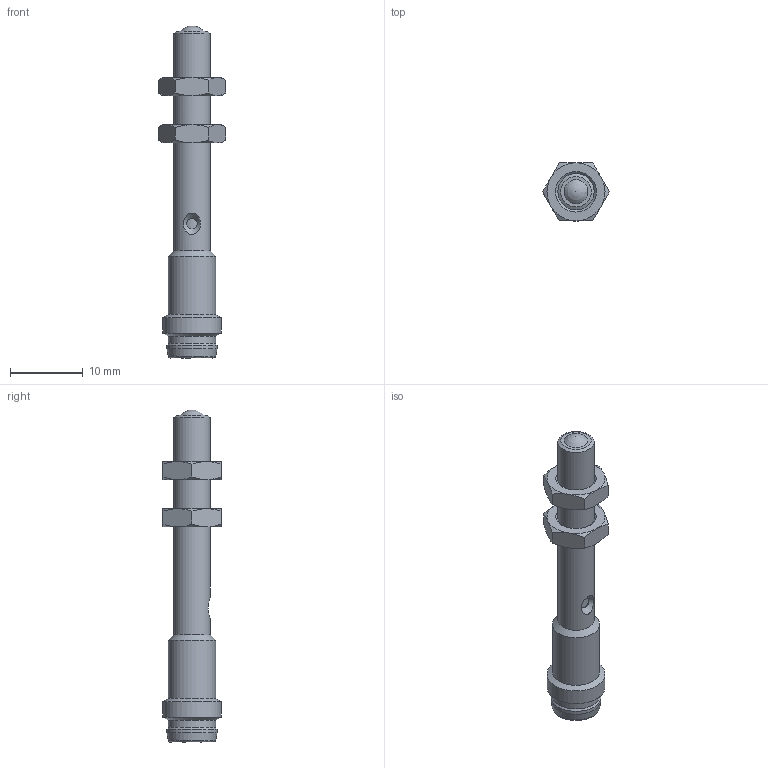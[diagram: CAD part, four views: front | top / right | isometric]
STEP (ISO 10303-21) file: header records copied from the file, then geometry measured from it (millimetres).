
FILE_DESCRIPTION (( 'STEP AP214' ), '1' );
FILE_NAME ('LLR-M05MA-NMS-404.STEP', '2019-08-13T13:44:10', ( '' ), ( '' ), 'SwSTEP 2.0', 'SolidWorks 2018', '' );
FILE_SCHEMA (( 'AUTOMOTIVE_DESIGN' ));
Length unit declared in the file: inch
Products named in the file (1): LLR-M05MA-NMS-404
Bounding box: 9.24 x 8 x 45.75 mm (x, y, z)
Volume: 1182.2 mm3; surface area: 1340.8 mm2
Topology: 3 solids, 3 shells, 76 faces, 173 edges, 103 vertices
Faces by surface type: cone 36, plane 20, cylinder 15, bspline 4, torus 1
Full cylindrical faces by diameter (mm): 1 x3, 5 x3, 5.7 x1, 5.8 x1, 6.5 x2, 6.9 x1, 8 x1
Entity records: 2051 total; most frequent: CARTESIAN_POINT 580, DIRECTION 280, ORIENTED_EDGE 250, AXIS2_PLACEMENT_3D 134, EDGE_CURVE 125, EDGE_LOOP 112, FACE_OUTER_BOUND 89, VERTEX_POINT 87
